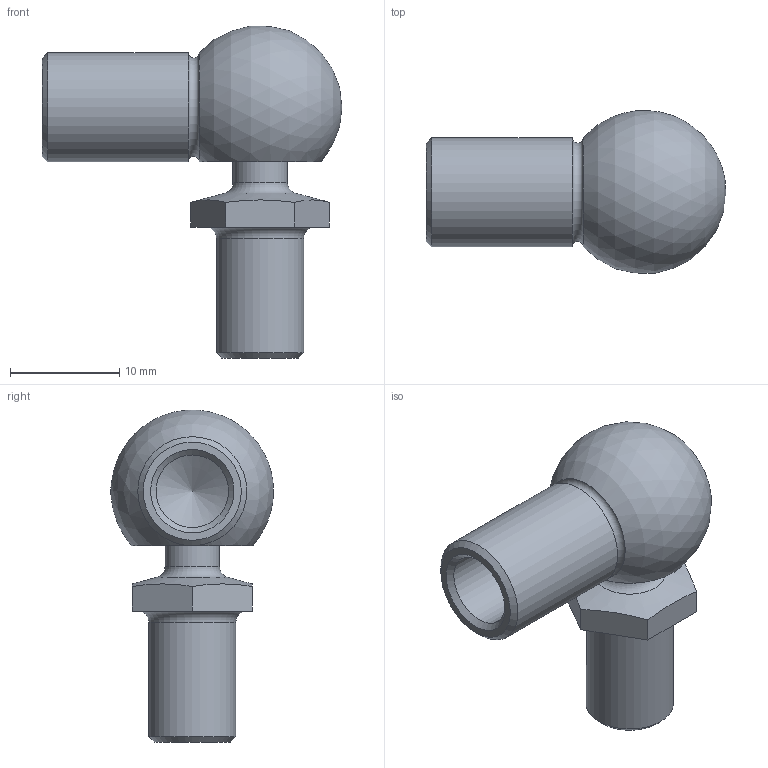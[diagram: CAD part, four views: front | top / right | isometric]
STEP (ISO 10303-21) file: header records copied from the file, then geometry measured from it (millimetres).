
FILE_DESCRIPTION(('FreeCAD Model'),'2;1');
FILE_NAME('M8 Kogelgewricht (20mm) (max. 800N) nieuw.stp', '2018-10-08T16:09:27',('Author'),(''), 'Open CASCADE STEP processor 7.2','FreeCAD','Unknown');
FILE_SCHEMA(('AUTOMOTIVE_DESIGN { 1 0 10303 214 1 1 1 1 }'));
Length unit declared in the file: millimetre
Products named in the file (1): M8_Kogelgewricht_(20mm)_(max._800N)
Bounding box: 27.5 x 14.94 x 30.45 mm (x, y, z)
Volume: 2529 mm3; surface area: 2437.6 mm2
Topology: 3 solids, 3 shells, 36 faces, 242 edges, 655 vertices
Faces by surface type: plane 14, cylinder 7, torus 7, cone 5, sphere 3
Full cylindrical faces by diameter (mm): 5 x1, 6.65 x1, 8 x1, 10 x3, 11.5 x1
Entity records: 4673 total; most frequent: CARTESIAN_POINT 1939, DIRECTION 440, GEOMETRIC_CURVE_SET 161, ORIENTED_EDGE 156, PCURVE 156, DEFINITIONAL_REPRESENTATION 156, TRIMMED_CURVE 156, AXIS2_PLACEMENT_3D 145
